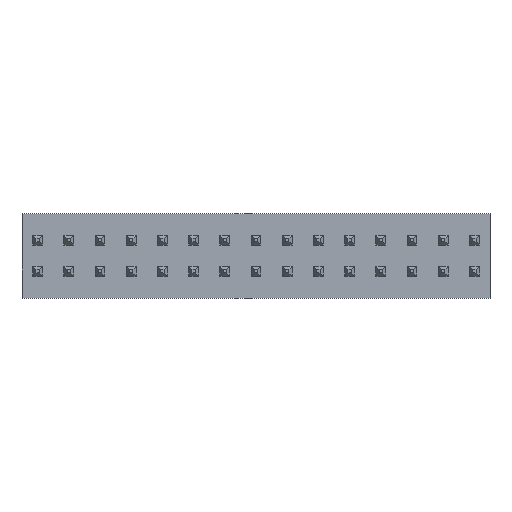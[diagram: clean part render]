
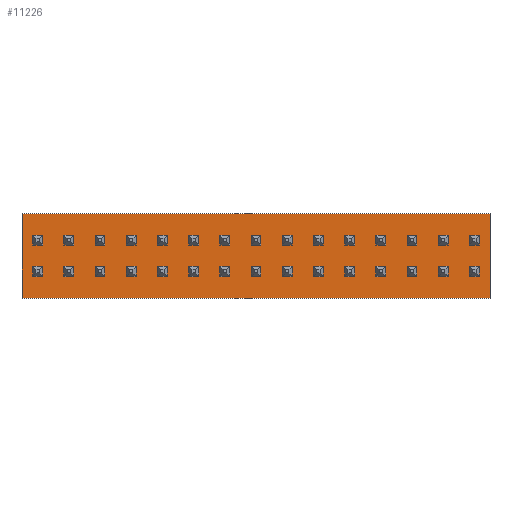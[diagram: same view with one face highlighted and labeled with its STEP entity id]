
A CAD part, top view. The second image highlights one B-rep face of the part: STEP entity #11226.
In plain terms, the highlighted face is planar.
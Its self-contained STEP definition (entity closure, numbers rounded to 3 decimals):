
#11094 = EDGE_CURVE('',#11095,#11097,#11099,.T.);
#11095 = VERTEX_POINT('',#11096);
#11096 = CARTESIAN_POINT('',(-9.525,1.778,-1.715));
#11097 = VERTEX_POINT('',#11098);
#11098 = CARTESIAN_POINT('',(-9.525,1.778,1.715));
#11099 = LINE('',#11100,#11101);
#11100 = CARTESIAN_POINT('',(-9.525,1.778,-1.715));
#11101 = VECTOR('',#11102,1.);
#11102 = DIRECTION('',(0.,0.,1.));
#11134 = EDGE_CURVE('',#11097,#11135,#11137,.T.);
#11135 = VERTEX_POINT('',#11136);
#11136 = CARTESIAN_POINT('',(9.525,1.778,1.715));
#11137 = LINE('',#11138,#11139);
#11138 = CARTESIAN_POINT('',(-9.525,1.778,1.715));
#11139 = VECTOR('',#11140,1.);
#11140 = DIRECTION('',(1.,0.,0.));
#11165 = EDGE_CURVE('',#11135,#11166,#11168,.T.);
#11166 = VERTEX_POINT('',#11167);
#11167 = CARTESIAN_POINT('',(9.525,1.778,-1.715));
#11168 = LINE('',#11169,#11170);
#11169 = CARTESIAN_POINT('',(9.525,1.778,1.715));
#11170 = VECTOR('',#11171,1.);
#11171 = DIRECTION('',(0.,0.,-1.));
#11196 = EDGE_CURVE('',#11166,#11095,#11197,.T.);
#11197 = LINE('',#11198,#11199);
#11198 = CARTESIAN_POINT('',(9.525,1.778,-1.715));
#11199 = VECTOR('',#11200,1.);
#11200 = DIRECTION('',(-1.,0.,0.));
#11226 = ADVANCED_FACE('',(#11227),#11233,.T.);
#11227 = FACE_BOUND('',#11228,.T.);
#11228 = EDGE_LOOP('',(#11229,#11230,#11231,#11232));
#11229 = ORIENTED_EDGE('',*,*,#11094,.T.);
#11230 = ORIENTED_EDGE('',*,*,#11134,.T.);
#11231 = ORIENTED_EDGE('',*,*,#11165,.T.);
#11232 = ORIENTED_EDGE('',*,*,#11196,.T.);
#11233 = PLANE('',#11234);
#11234 = AXIS2_PLACEMENT_3D('',#11235,#11236,#11237);
#11235 = CARTESIAN_POINT('',(0.,1.778,0.));
#11236 = DIRECTION('',(0.,1.,0.));
#11237 = DIRECTION('',(0.,-0.,1.));
